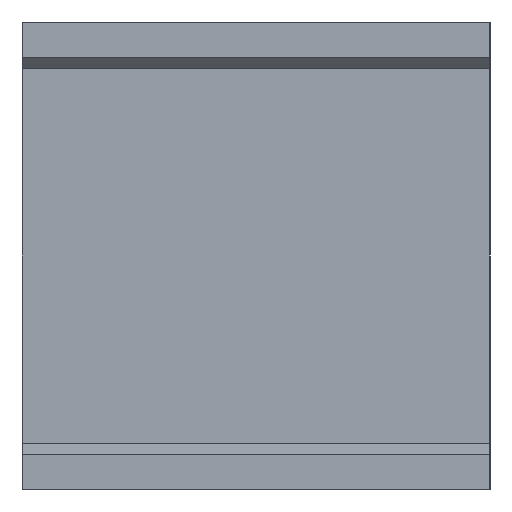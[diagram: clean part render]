
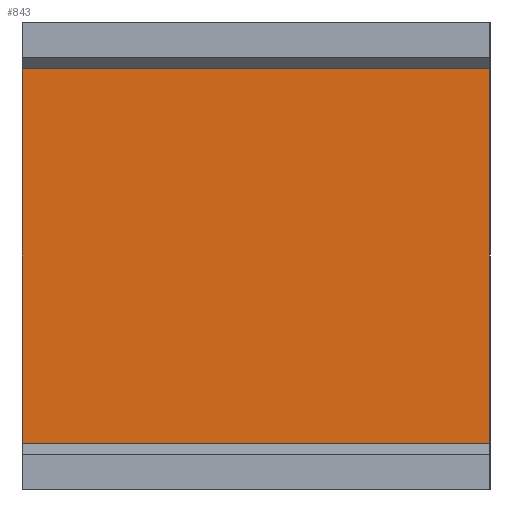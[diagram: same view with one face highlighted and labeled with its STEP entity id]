
A CAD part, left-side view. The second image highlights one B-rep face of the part: STEP entity #843.
In plain terms, the highlighted planar face has unit normal (-1, 0, 0).
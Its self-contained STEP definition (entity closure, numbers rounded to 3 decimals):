
#67=FACE_OUTER_BOUND('',#125,.T.);
#125=EDGE_LOOP('',(#717,#718,#719,#720));
#184=LINE('',#1228,#292);
#215=LINE('',#1288,#323);
#233=LINE('',#1335,#341);
#234=LINE('',#1336,#342);
#292=VECTOR('',#988,10.);
#323=VECTOR('',#1039,10.);
#341=VECTOR('',#1089,10.);
#342=VECTOR('',#1090,10.);
#385=VERTEX_POINT('',#1205);
#396=VERTEX_POINT('',#1226);
#414=VERTEX_POINT('',#1285);
#415=VERTEX_POINT('',#1287);
#477=EDGE_CURVE('',#396,#385,#184,.T.);
#509=EDGE_CURVE('',#414,#415,#215,.T.);
#529=EDGE_CURVE('',#385,#414,#233,.T.);
#530=EDGE_CURVE('',#396,#415,#234,.T.);
#717=ORIENTED_EDGE('',*,*,#509,.F.);
#718=ORIENTED_EDGE('',*,*,#529,.F.);
#719=ORIENTED_EDGE('',*,*,#477,.F.);
#720=ORIENTED_EDGE('',*,*,#530,.T.);
#797=PLANE('',#901);
#843=ADVANCED_FACE('',(#67),#797,.T.);
#901=AXIS2_PLACEMENT_3D('',#1334,#1087,#1088);
#988=DIRECTION('',(0.,0.,-1.));
#1039=DIRECTION('',(0.,0.,1.));
#1087=DIRECTION('center_axis',(-1.,0.,0.));
#1088=DIRECTION('ref_axis',(0.,0.,1.));
#1089=DIRECTION('',(0.,1.,0.));
#1090=DIRECTION('',(0.,1.,0.));
#1205=CARTESIAN_POINT('',(-240.,0.,-80.));
#1226=CARTESIAN_POINT('',(-240.,0.,80.));
#1228=CARTESIAN_POINT('',(-240.,0.,-40.));
#1285=CARTESIAN_POINT('',(-240.,200.,-80.));
#1287=CARTESIAN_POINT('',(-240.,200.,80.));
#1288=CARTESIAN_POINT('',(-240.,200.,-40.));
#1334=CARTESIAN_POINT('Origin',(-240.,0.,-80.));
#1335=CARTESIAN_POINT('',(-240.,0.,-80.));
#1336=CARTESIAN_POINT('',(-240.,0.,80.));
